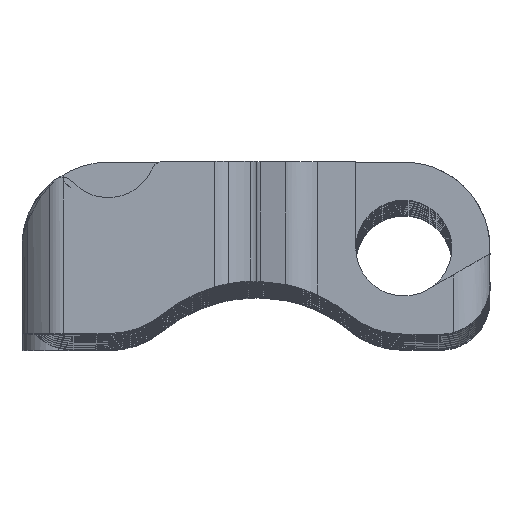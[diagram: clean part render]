
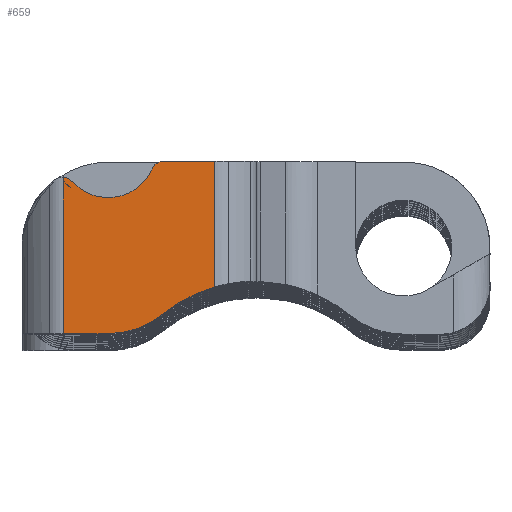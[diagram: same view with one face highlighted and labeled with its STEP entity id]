
A CAD part, top view. The second image highlights one B-rep face of the part: STEP entity #659.
In plain terms, the highlighted planar face has unit normal (0, 0, 1).
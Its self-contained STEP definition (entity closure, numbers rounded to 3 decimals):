
#30 = CARTESIAN_POINT ( 'NONE',  ( 3.5, 0., 325. ) ) ;
#188 = CARTESIAN_POINT ( 'NONE',  ( 7.821, 1.895, 325. ) ) ;
#572 = DIRECTION ( 'NONE',  ( 0., -1., 0. ) ) ;
#659 = ADVANCED_FACE ( 'NONE', ( #6867 ), #17498, .T. ) ;
#668 = EDGE_CURVE ( 'NONE', #3878, #6620, #5337, .T. ) ;
#2013 = EDGE_CURVE ( 'NONE', #7734, #6620, #16255, .T. ) ;
#2016 = ORIENTED_EDGE ( 'NONE', *, *, #2013, .F. ) ;
#2040 = VECTOR ( 'NONE', #17107, 1000. ) ;
#2792 = CARTESIAN_POINT ( 'NONE',  ( 4.464, 5.766, 325. ) ) ;
#2885 = CARTESIAN_POINT ( 'NONE',  ( 3.835, 5.541, 325. ) ) ;
#3081 = VERTEX_POINT ( 'NONE', #5822 ) ;
#3176 = CIRCLE ( 'NONE', #10324, 3.5 ) ;
#3179 = CARTESIAN_POINT ( 'NONE',  ( 2.046, 6.172, 325. ) ) ;
#3277 = CARTESIAN_POINT ( 'NONE',  ( 1.763, 6.355, 325. ) ) ;
#3878 = VERTEX_POINT ( 'NONE', #9521 ) ;
#3919 = DIRECTION ( 'NONE',  ( -1., 0., 0. ) ) ;
#4083 = EDGE_LOOP ( 'NONE', ( #7490, #19490, #7517, #19940, #8481, #12528, #2016 ) ) ;
#4359 = AXIS2_PLACEMENT_3D ( 'NONE', #6664, #19011, #17713 ) ;
#4410 = CARTESIAN_POINT ( 'NONE',  ( 5.359, 6.824, 325. ) ) ;
#4599 = CARTESIAN_POINT ( 'NONE',  ( 1.691, 6.362, 325. ) ) ;
#4653 = VECTOR ( 'NONE', #3919, 1000. ) ;
#4733 = EDGE_CURVE ( 'NONE', #7395, #3878, #3176, .T. ) ;
#4749 = LINE ( 'NONE', #10940, #2040 ) ;
#4893 = CARTESIAN_POINT ( 'NONE',  ( 2.19, 6.027, 325. ) ) ;
#4918 = CARTESIAN_POINT ( 'NONE',  ( 3.5, 3.5, 325. ) ) ;
#4996 = CARTESIAN_POINT ( 'NONE',  ( 3.387, 5.522, 325. ) ) ;
#5337 = CIRCLE ( 'NONE', #4359, 6. ) ;
#5435 = CARTESIAN_POINT ( 'NONE',  ( 8.1, 7., 325. ) ) ;
#5822 = CARTESIAN_POINT ( 'NONE',  ( 1.679, 0., 325. ) ) ;
#5833 = CARTESIAN_POINT ( 'NONE',  ( 4.909, 6.117, 325. ) ) ;
#5851 = EDGE_CURVE ( 'NONE', #13462, #10616, #19135, .T. ) ;
#6027 = CARTESIAN_POINT ( 'NONE',  ( 5.749, 7., 325. ) ) ;
#6122 = CARTESIAN_POINT ( 'NONE',  ( 2.832, 5.629, 325. ) ) ;
#6147 = DIRECTION ( 'NONE',  ( 0., 0., 1. ) ) ;
#6221 = CARTESIAN_POINT ( 'NONE',  ( 1.988, 6.239, 325. ) ) ;
#6620 = VERTEX_POINT ( 'NONE', #188 ) ;
#6664 = CARTESIAN_POINT ( 'NONE',  ( 9.5, -3.865, 325. ) ) ;
#6867 = FACE_OUTER_BOUND ( 'NONE', #4083, .T. ) ;
#7031 = LINE ( 'NONE', #8754, #11291 ) ;
#7395 = VERTEX_POINT ( 'NONE', #30 ) ;
#7490 = ORIENTED_EDGE ( 'NONE', *, *, #12547, .T. ) ;
#7517 = ORIENTED_EDGE ( 'NONE', *, *, #12020, .F. ) ;
#7734 = VERTEX_POINT ( 'NONE', #9830 ) ;
#8481 = ORIENTED_EDGE ( 'NONE', *, *, #4733, .T. ) ;
#8666 = EDGE_CURVE ( 'NONE', #7395, #3081, #7031, .T. ) ;
#8754 = CARTESIAN_POINT ( 'NONE',  ( 1.4, 0., 325. ) ) ;
#8946 = CARTESIAN_POINT ( 'NONE',  ( 1.679, 6.363, 325. ) ) ;
#9080 = CARTESIAN_POINT ( 'NONE',  ( 3.612, 5.522, 325. ) ) ;
#9469 = CARTESIAN_POINT ( 'NONE',  ( 2.522, 5.773, 325. ) ) ;
#9521 = CARTESIAN_POINT ( 'NONE',  ( 5.711, 0.786, 325. ) ) ;
#9830 = CARTESIAN_POINT ( 'NONE',  ( 7.821, 7., 325. ) ) ;
#10253 = VECTOR ( 'NONE', #572, 1000. ) ;
#10324 = AXIS2_PLACEMENT_3D ( 'NONE', #4918, #6147, #17378 ) ;
#10601 = CARTESIAN_POINT ( 'NONE',  ( 5.188, 6.486, 325. ) ) ;
#10616 = VERTEX_POINT ( 'NONE', #8946 ) ;
#10697 = CARTESIAN_POINT ( 'NONE',  ( 5.7, 7., 325. ) ) ;
#10891 = CARTESIAN_POINT ( 'NONE',  ( 2.134, 6.079, 325. ) ) ;
#10940 = CARTESIAN_POINT ( 'NONE',  ( 1.679, 0., 325. ) ) ;
#11186 = CARTESIAN_POINT ( 'NONE',  ( 2.228, 5.994, 325. ) ) ;
#11291 = VECTOR ( 'NONE', #16452, 1000. ) ;
#11971 = CARTESIAN_POINT ( 'NONE',  ( 5.749, 7., 325. ) ) ;
#12020 = EDGE_CURVE ( 'NONE', #3081, #10616, #4749, .T. ) ;
#12461 = AXIS2_PLACEMENT_3D ( 'NONE', #13064, #19223, #14677 ) ;
#12528 = ORIENTED_EDGE ( 'NONE', *, *, #668, .T. ) ;
#12547 = EDGE_CURVE ( 'NONE', #7734, #13462, #19302, .T. ) ;
#12708 = CARTESIAN_POINT ( 'NONE',  ( 2.08, 6.134, 325. ) ) ;
#13064 = CARTESIAN_POINT ( 'NONE',  ( 1.4, 0., 325. ) ) ;
#13462 = VERTEX_POINT ( 'NONE', #11971 ) ;
#13550 = CARTESIAN_POINT ( 'NONE',  ( 5.259, 6.626, 325. ) ) ;
#13935 = CARTESIAN_POINT ( 'NONE',  ( 1.679, 6.363, 325. ) ) ;
#14227 = CARTESIAN_POINT ( 'NONE',  ( 2.334, 5.904, 325. ) ) ;
#14677 = DIRECTION ( 'NONE',  ( -1., 0., 0. ) ) ;
#15061 = CARTESIAN_POINT ( 'NONE',  ( 5.309, 6.742, 325. ) ) ;
#15643 = CARTESIAN_POINT ( 'NONE',  ( 1.89, 6.315, 325. ) ) ;
#15841 = CARTESIAN_POINT ( 'NONE',  ( 3.161, 5.541, 325. ) ) ;
#16255 = LINE ( 'NONE', #17570, #10253 ) ;
#16452 = DIRECTION ( 'NONE',  ( -1., 0., 0. ) ) ;
#16672 = CARTESIAN_POINT ( 'NONE',  ( 4.65, 5.893, 325. ) ) ;
#16765 = CARTESIAN_POINT ( 'NONE',  ( 4.159, 5.627, 325. ) ) ;
#16857 = CARTESIAN_POINT ( 'NONE',  ( 5.602, 6.985, 325. ) ) ;
#17107 = DIRECTION ( 'NONE',  ( 0., 1., 0. ) ) ;
#17378 = DIRECTION ( 'NONE',  ( -1., 0., 0. ) ) ;
#17498 = PLANE ( 'NONE',  #12461 ) ;
#17570 = CARTESIAN_POINT ( 'NONE',  ( 7.821, 0., 325. ) ) ;
#17713 = DIRECTION ( 'NONE',  ( -1., 0., 0. ) ) ;
#18189 = CARTESIAN_POINT ( 'NONE',  ( 4.796, 6.013, 325. ) ) ;
#18284 = CARTESIAN_POINT ( 'NONE',  ( 5.468, 6.922, 325. ) ) ;
#19011 = DIRECTION ( 'NONE',  ( 0., 0., -1. ) ) ;
#19135 = B_SPLINE_CURVE_WITH_KNOTS ( 'NONE', 3,
 ( #6027, #10697, #16857, #18284, #4410, #15061, #13550, #10601, #19700, #5833, #18189, #16672, #2792, #16765, #2885, #9080, #4996, #15841, #6122, #9469, #14227, #11186, #4893, #10891, #12708, #3179, #6221, #15643, #3277, #4599, #13935 ),
 .UNSPECIFIED., .F., .F.,
 ( 4, 1, 1, 1, 2, 1, 1, 1, 2, 1, 1, 1, 2, 1, 1, 1, 2, 1, 1, 1, 2, 1, 1, 4 ),
 ( 0., 0.018, 0.036, 0.053, 0.071, 0.101, 0.13, 0.16, 0.19, 0.234, 0.278, 0.322, 0.365, 0.41, 0.454, 0.498, 0.542, 0.552, 0.562, 0.571, 0.581, 0.605, 0.629, 0.634 ),
 .UNSPECIFIED. ) ;
#19223 = DIRECTION ( 'NONE',  ( 0., 0., 1. ) ) ;
#19302 = LINE ( 'NONE', #5435, #4653 ) ;
#19490 = ORIENTED_EDGE ( 'NONE', *, *, #5851, .T. ) ;
#19700 = CARTESIAN_POINT ( 'NONE',  ( 5.059, 6.293, 325. ) ) ;
#19940 = ORIENTED_EDGE ( 'NONE', *, *, #8666, .F. ) ;
